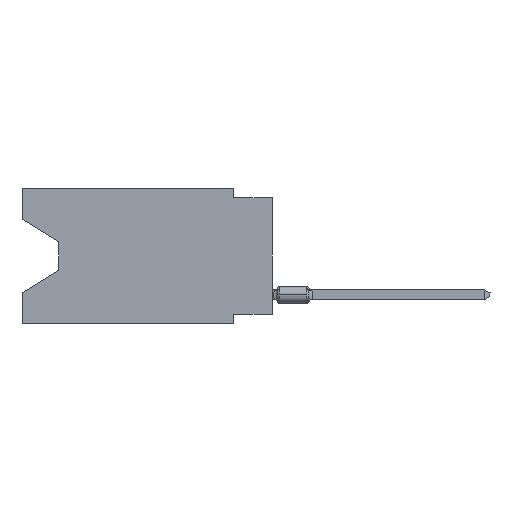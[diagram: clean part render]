
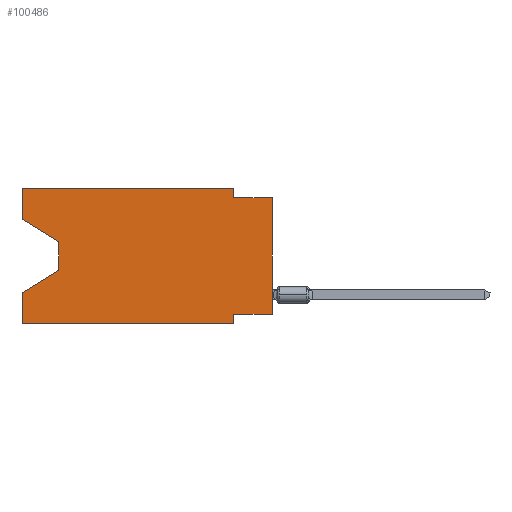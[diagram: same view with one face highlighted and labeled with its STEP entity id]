
A CAD part, left-side view. The second image highlights one B-rep face of the part: STEP entity #100486.
In plain terms, the highlighted planar face has unit normal (-1, 0, 0).
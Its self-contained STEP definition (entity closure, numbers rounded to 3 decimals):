
#393 = ORIENTED_EDGE ( 'NONE', *, *, #44391, .F. ) ;
#463 = CARTESIAN_POINT ( 'NONE',  ( 0., 13.97, -3.505 ) ) ;
#515 = CARTESIAN_POINT ( 'NONE',  ( 0., 0., -8.255 ) ) ;
#999 = VERTEX_POINT ( 'NONE', #463 ) ;
#1070 = CARTESIAN_POINT ( 'NONE',  ( 0., 0., -8.255 ) ) ;
#5574 = EDGE_CURVE ( 'NONE', #24830, #20722, #62688, .T. ) ;
#6847 = ORIENTED_EDGE ( 'NONE', *, *, #25285, .F. ) ;
#8265 = VERTEX_POINT ( 'NONE', #67558 ) ;
#8581 = EDGE_CURVE ( 'NONE', #117128, #62490, #10123, .T. ) ;
#9963 = VECTOR ( 'NONE', #116780, 1000. ) ;
#10123 = LINE ( 'NONE', #1070, #117990 ) ;
#11993 = AXIS2_PLACEMENT_3D ( 'NONE', #35965, #55260, #80050 ) ;
#14828 = CARTESIAN_POINT ( 'NONE',  ( 0., 0., -0.635 ) ) ;
#15031 = ORIENTED_EDGE ( 'NONE', *, *, #116511, .T. ) ;
#16315 = LINE ( 'NONE', #28761, #17202 ) ;
#17202 = VECTOR ( 'NONE', #28188, 1000. ) ;
#20344 = CARTESIAN_POINT ( 'NONE',  ( 0., 2.54, 0. ) ) ;
#20722 = VERTEX_POINT ( 'NONE', #14828 ) ;
#24830 = VERTEX_POINT ( 'NONE', #109530 ) ;
#25285 = EDGE_CURVE ( 'NONE', #28086, #24830, #108821, .T. ) ;
#26793 = DIRECTION ( 'NONE',  ( 0., 0., 1. ) ) ;
#28086 = VERTEX_POINT ( 'NONE', #20344 ) ;
#28188 = DIRECTION ( 'NONE',  ( 0., 0.855, -0.519 ) ) ;
#28703 = DIRECTION ( 'NONE',  ( 0., 0., 1. ) ) ;
#28761 = CARTESIAN_POINT ( 'NONE',  ( 0., 13.97, -5.385 ) ) ;
#30494 = CARTESIAN_POINT ( 'NONE',  ( 0., 0., 0. ) ) ;
#31198 = ORIENTED_EDGE ( 'NONE', *, *, #99515, .F. ) ;
#32934 = LINE ( 'NONE', #116180, #9963 ) ;
#33467 = EDGE_CURVE ( 'NONE', #106130, #58125, #37644, .T. ) ;
#34943 = CARTESIAN_POINT ( 'NONE',  ( 0., 0., -0.635 ) ) ;
#35965 = CARTESIAN_POINT ( 'NONE',  ( 0., 16.383, 0. ) ) ;
#37644 = LINE ( 'NONE', #62984, #48773 ) ;
#37912 = ORIENTED_EDGE ( 'NONE', *, *, #8581, .F. ) ;
#39560 = CARTESIAN_POINT ( 'NONE',  ( 0., 2.54, -8.255 ) ) ;
#44391 = EDGE_CURVE ( 'NONE', #62490, #112958, #69260, .T. ) ;
#44487 = LINE ( 'NONE', #63157, #60052 ) ;
#47754 = EDGE_CURVE ( 'NONE', #89056, #58125, #16315, .T. ) ;
#48773 = VECTOR ( 'NONE', #26793, 1000. ) ;
#50782 = CARTESIAN_POINT ( 'NONE',  ( 0., 16.383, 0. ) ) ;
#52369 = EDGE_CURVE ( 'NONE', #106130, #112958, #32934, .T. ) ;
#55260 = DIRECTION ( 'NONE',  ( 1., 0., 0. ) ) ;
#56959 = CARTESIAN_POINT ( 'NONE',  ( 0., 16.383, -2.038 ) ) ;
#57234 = ORIENTED_EDGE ( 'NONE', *, *, #5574, .F. ) ;
#58125 = VERTEX_POINT ( 'NONE', #115824 ) ;
#60052 = VECTOR ( 'NONE', #107494, 1000. ) ;
#60275 = ORIENTED_EDGE ( 'NONE', *, *, #47754, .T. ) ;
#60618 = VECTOR ( 'NONE', #87072, 1000. ) ;
#61934 = PLANE ( 'NONE',  #11993 ) ;
#62490 = VERTEX_POINT ( 'NONE', #39560 ) ;
#62688 = LINE ( 'NONE', #34943, #71510 ) ;
#62984 = CARTESIAN_POINT ( 'NONE',  ( 0., 16.383, 0. ) ) ;
#63157 = CARTESIAN_POINT ( 'NONE',  ( 0., 16.383, 0. ) ) ;
#63613 = DIRECTION ( 'NONE',  ( 0., 0., -1. ) ) ;
#67558 = CARTESIAN_POINT ( 'NONE',  ( 0., 16.383, -2.038 ) ) ;
#67835 = VECTOR ( 'NONE', #82213, 1000. ) ;
#69112 = ORIENTED_EDGE ( 'NONE', *, *, #81397, .T. ) ;
#69260 = LINE ( 'NONE', #106069, #78037 ) ;
#70855 = LINE ( 'NONE', #118505, #112190 ) ;
#71510 = VECTOR ( 'NONE', #89260, 1000. ) ;
#71809 = CARTESIAN_POINT ( 'NONE',  ( 0., 16.383, 0. ) ) ;
#73822 = VECTOR ( 'NONE', #108017, 1000. ) ;
#74685 = DIRECTION ( 'NONE',  ( 0., 1., 0. ) ) ;
#75685 = EDGE_CURVE ( 'NONE', #999, #89056, #70855, .T. ) ;
#76344 = LINE ( 'NONE', #30494, #100224 ) ;
#78037 = VECTOR ( 'NONE', #63613, 1000. ) ;
#80050 = DIRECTION ( 'NONE',  ( 0., 0., -1. ) ) ;
#81397 = EDGE_CURVE ( 'NONE', #8265, #999, #112448, .T. ) ;
#82035 = ORIENTED_EDGE ( 'NONE', *, *, #33467, .F. ) ;
#82213 = DIRECTION ( 'NONE',  ( 0., 0., -1. ) ) ;
#83297 = ORIENTED_EDGE ( 'NONE', *, *, #75685, .T. ) ;
#84221 = ORIENTED_EDGE ( 'NONE', *, *, #52369, .T. ) ;
#85201 = EDGE_LOOP ( 'NONE', ( #69112, #83297, #60275, #82035, #84221, #393, #37912, #15031, #57234, #6847, #31198, #91021 ) ) ;
#87072 = DIRECTION ( 'NONE',  ( 0., -0.855, -0.519 ) ) ;
#88335 = CARTESIAN_POINT ( 'NONE',  ( 0., 2.54, -8.89 ) ) ;
#89056 = VERTEX_POINT ( 'NONE', #109990 ) ;
#89260 = DIRECTION ( 'NONE',  ( 0., -1., 0. ) ) ;
#89888 = CARTESIAN_POINT ( 'NONE',  ( 0., 16.383, -8.89 ) ) ;
#90682 = CARTESIAN_POINT ( 'NONE',  ( 0., 2.54, 0. ) ) ;
#91021 = ORIENTED_EDGE ( 'NONE', *, *, #107150, .F. ) ;
#92324 = VERTEX_POINT ( 'NONE', #50782 ) ;
#99348 = FACE_OUTER_BOUND ( 'NONE', #85201, .T. ) ;
#99515 = EDGE_CURVE ( 'NONE', #92324, #28086, #44487, .T. ) ;
#99797 = DIRECTION ( 'NONE',  ( 0., 0., -1. ) ) ;
#100224 = VECTOR ( 'NONE', #28703, 1000. ) ;
#100486 = ADVANCED_FACE ( 'NONE', ( #99348 ), #61934, .F. ) ;
#106069 = CARTESIAN_POINT ( 'NONE',  ( 0., 2.54, -8.89 ) ) ;
#106130 = VERTEX_POINT ( 'NONE', #89888 ) ;
#107150 = EDGE_CURVE ( 'NONE', #8265, #92324, #117058, .T. ) ;
#107494 = DIRECTION ( 'NONE',  ( 0., -1., 0. ) ) ;
#108017 = DIRECTION ( 'NONE',  ( 0., 0., 1. ) ) ;
#108821 = LINE ( 'NONE', #90682, #67835 ) ;
#109530 = CARTESIAN_POINT ( 'NONE',  ( 0., 2.54, -0.635 ) ) ;
#109990 = CARTESIAN_POINT ( 'NONE',  ( 0., 13.97, -5.385 ) ) ;
#112190 = VECTOR ( 'NONE', #99797, 1000. ) ;
#112448 = LINE ( 'NONE', #56959, #60618 ) ;
#112958 = VERTEX_POINT ( 'NONE', #88335 ) ;
#115824 = CARTESIAN_POINT ( 'NONE',  ( 0., 16.383, -6.852 ) ) ;
#116180 = CARTESIAN_POINT ( 'NONE',  ( 0., 16.383, -8.89 ) ) ;
#116511 = EDGE_CURVE ( 'NONE', #117128, #20722, #76344, .T. ) ;
#116780 = DIRECTION ( 'NONE',  ( 0., -1., 0. ) ) ;
#117058 = LINE ( 'NONE', #71809, #73822 ) ;
#117128 = VERTEX_POINT ( 'NONE', #515 ) ;
#117990 = VECTOR ( 'NONE', #74685, 1000. ) ;
#118505 = CARTESIAN_POINT ( 'NONE',  ( 0., 13.97, -3.505 ) ) ;
